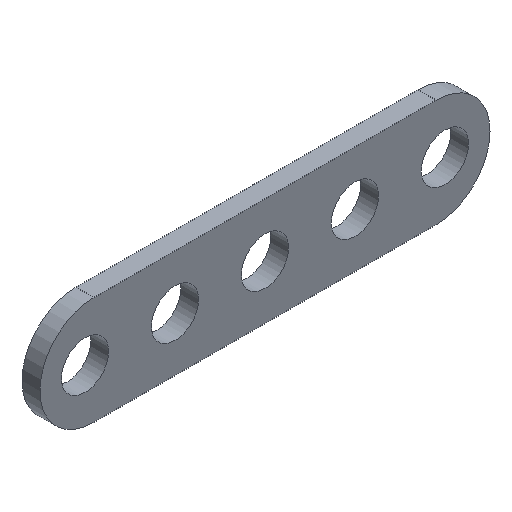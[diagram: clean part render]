
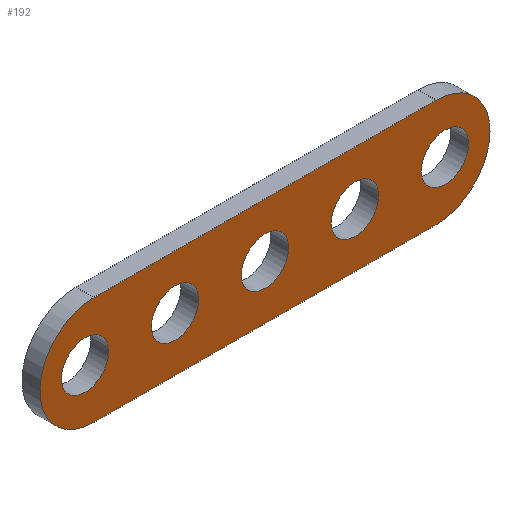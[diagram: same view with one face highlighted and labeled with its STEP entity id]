
A CAD part, isometric view. The second image highlights one B-rep face of the part: STEP entity #192.
In plain terms, the highlighted planar face has unit normal (0, -1, 0).
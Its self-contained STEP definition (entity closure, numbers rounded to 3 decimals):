
#22=FACE_BOUND('',#49,.T.);
#23=FACE_BOUND('',#50,.T.);
#24=FACE_BOUND('',#51,.T.);
#25=FACE_BOUND('',#52,.T.);
#26=FACE_BOUND('',#53,.T.);
#37=FACE_OUTER_BOUND('',#48,.T.);
#48=EDGE_LOOP('',(#144,#145,#146,#147));
#49=EDGE_LOOP('',(#148));
#50=EDGE_LOOP('',(#149));
#51=EDGE_LOOP('',(#150));
#52=EDGE_LOOP('',(#151));
#53=EDGE_LOOP('',(#152));
#74=LINE('',#296,#82);
#75=LINE('',#299,#83);
#82=VECTOR('',#236,30.4);
#83=VECTOR('',#239,30.4);
#90=CIRCLE('',#206,4.8);
#91=CIRCLE('',#207,4.8);
#92=CIRCLE('',#208,2.1);
#93=CIRCLE('',#209,2.1);
#94=CIRCLE('',#210,2.1);
#95=CIRCLE('',#211,2.1);
#96=CIRCLE('',#212,2.1);
#104=VERTEX_POINT('',#292);
#105=VERTEX_POINT('',#293);
#106=VERTEX_POINT('',#295);
#107=VERTEX_POINT('',#297);
#108=VERTEX_POINT('',#300);
#109=VERTEX_POINT('',#302);
#110=VERTEX_POINT('',#304);
#111=VERTEX_POINT('',#306);
#112=VERTEX_POINT('',#308);
#122=EDGE_CURVE('',#104,#105,#90,.T.);
#123=EDGE_CURVE('',#106,#104,#74,.T.);
#124=EDGE_CURVE('',#107,#106,#91,.T.);
#125=EDGE_CURVE('',#105,#107,#75,.T.);
#126=EDGE_CURVE('',#108,#108,#92,.T.);
#127=EDGE_CURVE('',#109,#109,#93,.T.);
#128=EDGE_CURVE('',#110,#110,#94,.T.);
#129=EDGE_CURVE('',#111,#111,#95,.T.);
#130=EDGE_CURVE('',#112,#112,#96,.T.);
#144=ORIENTED_EDGE('',*,*,#122,.F.);
#145=ORIENTED_EDGE('',*,*,#123,.F.);
#146=ORIENTED_EDGE('',*,*,#124,.F.);
#147=ORIENTED_EDGE('',*,*,#125,.F.);
#148=ORIENTED_EDGE('',*,*,#126,.F.);
#149=ORIENTED_EDGE('',*,*,#127,.F.);
#150=ORIENTED_EDGE('',*,*,#128,.F.);
#151=ORIENTED_EDGE('',*,*,#129,.F.);
#152=ORIENTED_EDGE('',*,*,#130,.F.);
#188=PLANE('',#205);
#192=ADVANCED_FACE('',(#37,#22,#23,#24,#25,#26),#188,.F.);
#205=AXIS2_PLACEMENT_3D('',#291,#232,#233);
#206=AXIS2_PLACEMENT_3D('',#294,#234,#235);
#207=AXIS2_PLACEMENT_3D('',#298,#237,#238);
#208=AXIS2_PLACEMENT_3D('',#301,#240,#241);
#209=AXIS2_PLACEMENT_3D('',#303,#242,#243);
#210=AXIS2_PLACEMENT_3D('',#305,#244,#245);
#211=AXIS2_PLACEMENT_3D('',#307,#246,#247);
#212=AXIS2_PLACEMENT_3D('',#309,#248,#249);
#232=DIRECTION('center_axis',(0.,1.,0.));
#233=DIRECTION('ref_axis',(0.,0.,1.));
#234=DIRECTION('center_axis',(0.,1.,0.));
#235=DIRECTION('ref_axis',(0.,0.,-1.));
#236=DIRECTION('',(-1.,0.,0.));
#237=DIRECTION('center_axis',(0.,1.,0.));
#238=DIRECTION('ref_axis',(0.,0.,1.));
#239=DIRECTION('',(1.,0.,0.));
#240=DIRECTION('center_axis',(0.,-1.,0.));
#241=DIRECTION('ref_axis',(1.,0.,0.));
#242=DIRECTION('center_axis',(0.,-1.,0.));
#243=DIRECTION('ref_axis',(1.,0.,0.));
#244=DIRECTION('center_axis',(0.,-1.,0.));
#245=DIRECTION('ref_axis',(1.,0.,0.));
#246=DIRECTION('center_axis',(0.,-1.,0.));
#247=DIRECTION('ref_axis',(1.,0.,0.));
#248=DIRECTION('center_axis',(0.,-1.,0.));
#249=DIRECTION('ref_axis',(1.,0.,0.));
#291=CARTESIAN_POINT('Origin',(0.,0.,0.));
#292=CARTESIAN_POINT('',(-15.2,0.,-4.8));
#293=CARTESIAN_POINT('',(-15.2,0.,4.8));
#294=CARTESIAN_POINT('Origin',(-15.2,0.,0.));
#295=CARTESIAN_POINT('',(15.2,0.,-4.8));
#296=CARTESIAN_POINT('',(15.2,0.,-4.8));
#297=CARTESIAN_POINT('',(15.2,0.,4.8));
#298=CARTESIAN_POINT('Origin',(15.2,0.,0.));
#299=CARTESIAN_POINT('',(-15.2,0.,4.8));
#300=CARTESIAN_POINT('',(13.9,0.,0.));
#301=CARTESIAN_POINT('Origin',(16.,0.,0.));
#302=CARTESIAN_POINT('',(5.9,0.,0.));
#303=CARTESIAN_POINT('Origin',(8.,0.,0.));
#304=CARTESIAN_POINT('',(-2.1,0.,0.));
#305=CARTESIAN_POINT('Origin',(0.,0.,
0.));
#306=CARTESIAN_POINT('',(-10.1,0.,0.));
#307=CARTESIAN_POINT('Origin',(-8.,0.,0.));
#308=CARTESIAN_POINT('',(-18.1,0.,0.));
#309=CARTESIAN_POINT('Origin',(-16.,0.,0.));
